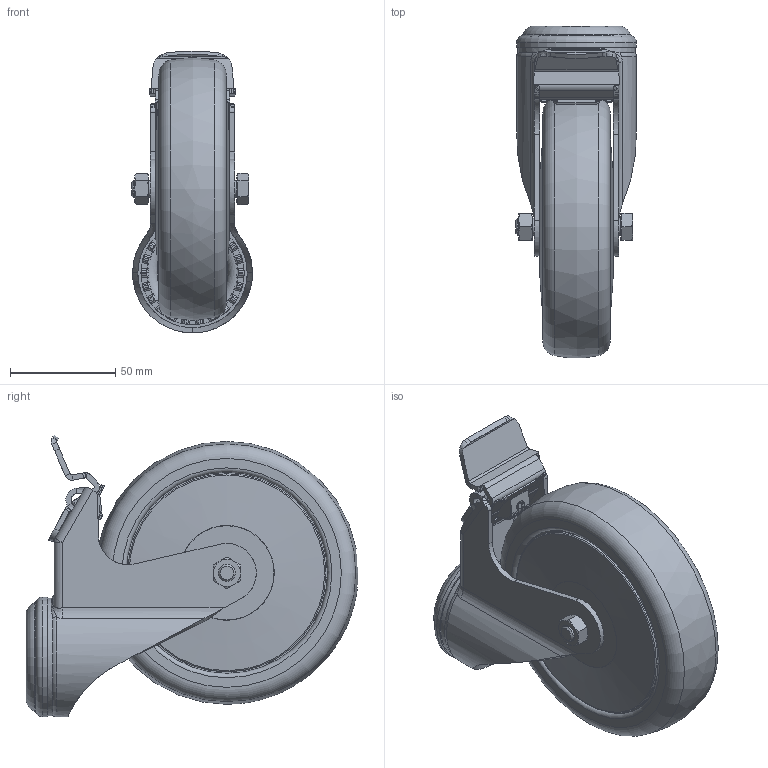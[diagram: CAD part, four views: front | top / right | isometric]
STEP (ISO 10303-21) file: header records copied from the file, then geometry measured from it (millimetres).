
FILE_DESCRIPTION(/* description */ ('Lenkrolle mit Feststeller D125 ESD'),/* implementation_level */ '2;1');
FILE_NAME(/* name */ 'Syskomp 412541232 Lenkrolle mit Feststeller D125 ESD.stp',/* time_stamp */ '2018-11-20T10:50:45+01:00',/* author */ ('wheldmann'),/* organization */ (''),/* preprocessor_version */ 'ST-DEVELOPER v16.1',/* originating_system */ 'Autodesk Inventor 2016',/* authorisation */ '');
FILE_SCHEMA (('AUTOMOTIVE_DESIGN { 1 0 10303 214 3 1 1 }'));
Length unit declared in the file: millimetre
Products named in the file (1): 412541232 Lenkrolle mit Feststeller D125 ESD
Bounding box: 57.5 x 157.86 x 134 mm (x, y, z)
Volume: 465547.5 mm3; surface area: 79245.5 mm2
Topology: 3 solids, 3 shells, 1122 faces, 2913 edges, 1802 vertices
Faces by surface type: plane 372, cylinder 365, bspline 209, torus 128, cone 44, sphere 4
Full cylindrical faces by diameter (mm): 8 x3, 8.1 x1, 12 x1, 13 x2, 20 x2, 20.45 x1, 55.841 x1, 57 x1, 94 x2
Entity records: 45504 total; most frequent: CARTESIAN_POINT 19628, ORIENTED_EDGE 5678, DIRECTION 5020, EDGE_CURVE 2839, AXIS2_PLACEMENT_3D 1912, VERTEX_POINT 1786, EDGE_LOOP 1209, LINE 1196
